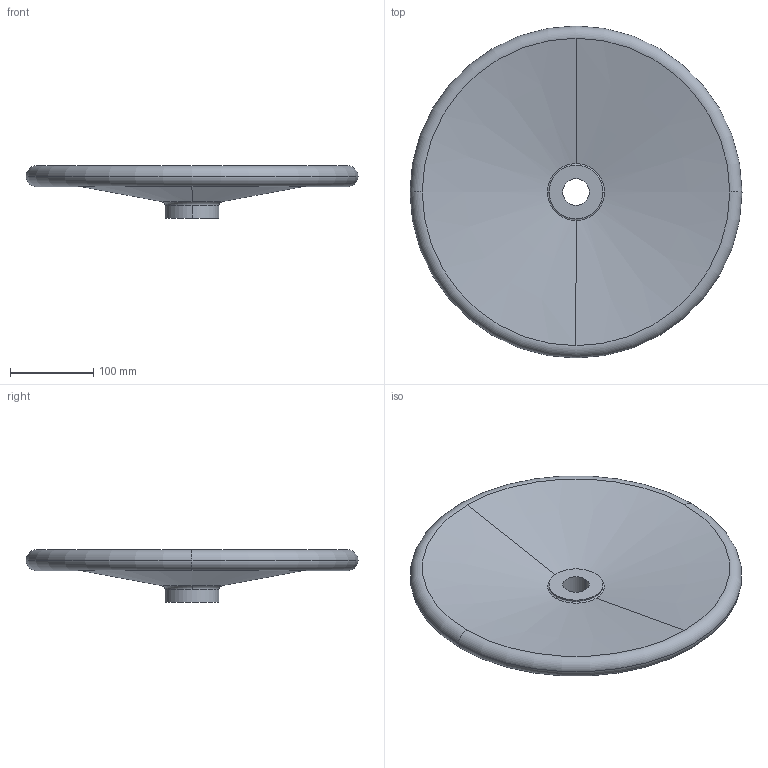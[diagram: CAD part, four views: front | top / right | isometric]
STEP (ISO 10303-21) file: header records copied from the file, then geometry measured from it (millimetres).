
FILE_DESCRIPTION(('STEP AP214'),'1');
FILE_NAME('HALDERN_EH_24570_0161.stp','2017-05-09T08:37:39',('TraceParts'),('TraceParts S.A.'),'Spatial InterOp 3D',' ',' ');
FILE_SCHEMA(('automotive_design'));
Length unit declared in the file: millimetre
Products named in the file (1): HALDERN_EH_24570_0161
Bounding box: 400 x 400 x 63 mm (x, y, z)
Volume: 2062281 mm3; surface area: 287076.9 mm2
Topology: 1 solids, 1 shells, 25 faces, 65 edges, 43 vertices
Faces by surface type: torus 10, cylinder 8, cone 4, plane 3
Entity records: 1024 total; most frequent: DIRECTION 170, CARTESIAN_POINT 134, ORIENTED_EDGE 130, AXIS2_PLACEMENT_3D 79, EDGE_CURVE 65, CIRCLE 53, VERTEX_POINT 43, EDGE_LOOP 28
